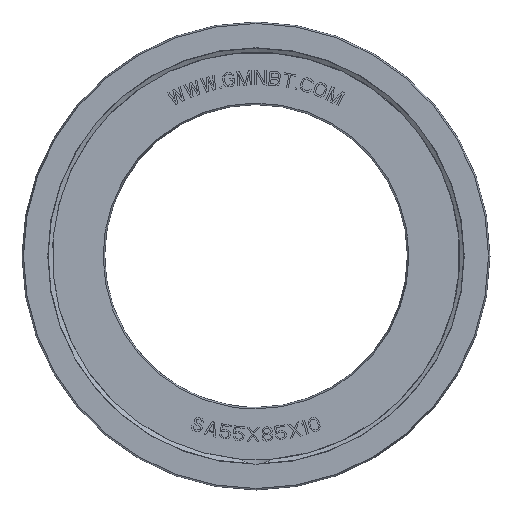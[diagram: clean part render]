
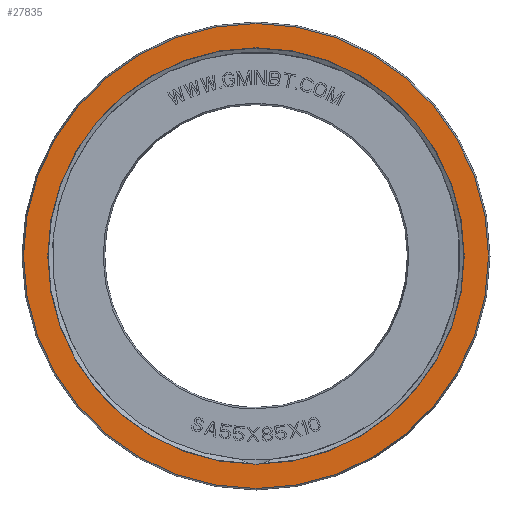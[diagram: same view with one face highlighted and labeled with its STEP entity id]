
A CAD part, front view. The second image highlights one B-rep face of the part: STEP entity #27835.
In plain terms, the highlighted planar face has unit normal (0, -1, 0).
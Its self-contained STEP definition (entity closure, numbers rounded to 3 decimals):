
#26949=CARTESIAN_POINT('',(0.,-5.,0.));
#26950=DIRECTION('',(0.,1.,0.));
#26951=DIRECTION('',(0.,0.,-1.));
#26952=AXIS2_PLACEMENT_3D('',#26949,#26950,#26951);
#26964=CARTESIAN_POINT('',(0.,-5.,0.));
#26965=DIRECTION('',(0.,-1.,0.));
#26966=DIRECTION('',(0.,0.,-1.));
#26967=AXIS2_PLACEMENT_3D('',#26964,#26965,#26966);
#26979=CARTESIAN_POINT('',(0.,-5.,0.));
#26980=DIRECTION('',(0.,1.,0.));
#26981=DIRECTION('',(0.,0.,-1.));
#26982=AXIS2_PLACEMENT_3D('',#26979,#26980,#26981);
#26987=CARTESIAN_POINT('',(0.,-5.,0.));
#26988=DIRECTION('',(0.,-1.,0.));
#26989=DIRECTION('',(0.,0.,-1.));
#26990=AXIS2_PLACEMENT_3D('',#26987,#26988,#26989);
#27720=CARTESIAN_POINT('',(0.,-5.,-37.816));
#27722=VERTEX_POINT('',#27720);
#27723=CARTESIAN_POINT('',(0.,-5.,-42.232));
#27725=VERTEX_POINT('',#27723);
#27739=CARTESIAN_POINT('',(0.,-5.,37.816));
#27740=VERTEX_POINT('',#27739);
#27741=CARTESIAN_POINT('',(0.,-5.,42.232));
#27743=VERTEX_POINT('',#27741);
#27820=CARTESIAN_POINT('',(0.,-5.,0.));
#27821=DIRECTION('',(0.,1.,0.));
#27822=DIRECTION('',(0.,0.,-1.));
#27823=AXIS2_PLACEMENT_3D('',#27820,#27821,#27822);
#27824=PLANE('',#27823);
#27825=ORIENTED_EDGE('',*,*,#27812,.F.);
#27826=ORIENTED_EDGE('',*,*,#27801,.T.);
#27827=EDGE_LOOP('',(#27825,#27826));
#27828=FACE_OUTER_BOUND('',#27827,.F.);
#27830=ORIENTED_EDGE('',*,*,#27829,.F.);
#27832=ORIENTED_EDGE('',*,*,#27831,.T.);
#27833=EDGE_LOOP('',(#27830,#27832));
#27834=FACE_BOUND('',#27833,.F.);
#26953=CIRCLE('',#26952,42.232);
#26968=CIRCLE('',#26967,42.232);
#26983=CIRCLE('',#26982,37.816);
#26991=CIRCLE('',#26990,37.816);
#27801=EDGE_CURVE('',#27725,#27743,#26953,.T.);
#27812=EDGE_CURVE('',#27725,#27743,#26968,.T.);
#27829=EDGE_CURVE('',#27722,#27740,#26983,.T.);
#27831=EDGE_CURVE('',#27722,#27740,#26991,.T.);
#27835=ADVANCED_FACE('',(#27828,#27834),#27824,.F.);
